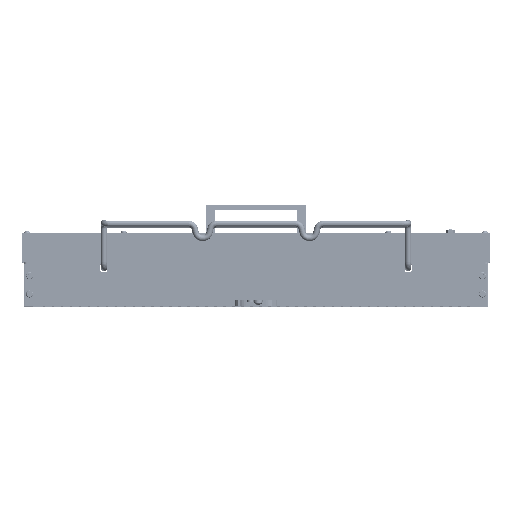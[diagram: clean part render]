
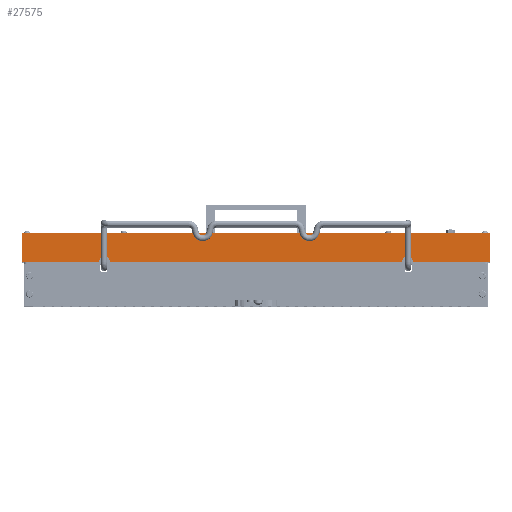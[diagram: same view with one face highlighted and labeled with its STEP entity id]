
A CAD part, top view. The second image highlights one B-rep face of the part: STEP entity #27575.
In plain terms, the highlighted face is planar.
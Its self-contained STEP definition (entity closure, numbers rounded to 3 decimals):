
#187 = ORIENTED_EDGE ( 'NONE', *, *, #125961, .F. ) ;
#839 = VERTEX_POINT ( 'NONE', #40158 ) ;
#891 = EDGE_CURVE ( 'NONE', #101138, #839, #125144, .T. ) ;
#2318 = DIRECTION ( 'NONE',  ( 0., 0., -1. ) ) ;
#2457 = VECTOR ( 'NONE', #2606, 1000. ) ;
#2606 = DIRECTION ( 'NONE',  ( 0., 1., 0. ) ) ;
#3066 = CARTESIAN_POINT ( 'NONE',  ( 202.9, 0., 154. ) ) ;
#4518 = ORIENTED_EDGE ( 'NONE', *, *, #35093, .F. ) ;
#11099 = LINE ( 'NONE', #93468, #134793 ) ;
#12241 = DIRECTION ( 'NONE',  ( 0., 0., -1. ) ) ;
#13627 = CARTESIAN_POINT ( 'NONE',  ( 202.9, 1., -149. ) ) ;
#13661 = VECTOR ( 'NONE', #134529, 1000. ) ;
#14737 = FACE_OUTER_BOUND ( 'NONE', #85866, .T. ) ;
#15296 = DIRECTION ( 'NONE',  ( 0., 0., -1. ) ) ;
#16582 = VERTEX_POINT ( 'NONE', #151777 ) ;
#16706 = EDGE_CURVE ( 'NONE', #28190, #16582, #83766, .T. ) ;
#19218 = CARTESIAN_POINT ( 'NONE',  ( 202.9, 0., -154. ) ) ;
#20126 = VECTOR ( 'NONE', #51485, 1000. ) ;
#27575 = ADVANCED_FACE ( 'NONE', ( #14737 ), #84586, .F. ) ;
#27598 = LINE ( 'NONE', #40760, #29718 ) ;
#28190 = VERTEX_POINT ( 'NONE', #33381 ) ;
#29718 = VECTOR ( 'NONE', #15296, 1000. ) ;
#30398 = LINE ( 'NONE', #72484, #20126 ) ;
#30800 = CARTESIAN_POINT ( 'NONE',  ( 202.9, 0., -144. ) ) ;
#33381 = CARTESIAN_POINT ( 'NONE',  ( 202.9, 29., 230.1 ) ) ;
#35093 = EDGE_CURVE ( 'NONE', #154561, #55019, #141456, .T. ) ;
#36592 = EDGE_CURVE ( 'NONE', #51627, #154561, #43639, .T. ) ;
#37367 = CARTESIAN_POINT ( 'NONE',  ( 202.9, 29., 230.1 ) ) ;
#38485 = DIRECTION ( 'NONE',  ( 0., 0., -1. ) ) ;
#40011 = VERTEX_POINT ( 'NONE', #3066 ) ;
#40158 = CARTESIAN_POINT ( 'NONE',  ( 202.9, 0., -230.1 ) ) ;
#40760 = CARTESIAN_POINT ( 'NONE',  ( 202.9, 29., -230.1 ) ) ;
#41781 = ORIENTED_EDGE ( 'NONE', *, *, #133919, .T. ) ;
#43639 = LINE ( 'NONE', #19218, #76179 ) ;
#48091 = LINE ( 'NONE', #30800, #13661 ) ;
#48851 = VERTEX_POINT ( 'NONE', #64624 ) ;
#51485 = DIRECTION ( 'NONE',  ( 0., 0., -1. ) ) ;
#51627 = VERTEX_POINT ( 'NONE', #154401 ) ;
#54632 = AXIS2_PLACEMENT_3D ( 'NONE', #105398, #71991, #97980 ) ;
#55019 = VERTEX_POINT ( 'NONE', #66429 ) ;
#58946 = DIRECTION ( 'NONE',  ( 0., 1., 0. ) ) ;
#62692 = CARTESIAN_POINT ( 'NONE',  ( 202.9, 0., 154. ) ) ;
#64624 = CARTESIAN_POINT ( 'NONE',  ( 202.9, 1., 154. ) ) ;
#66429 = CARTESIAN_POINT ( 'NONE',  ( 202.9, 1., -144. ) ) ;
#67353 = ORIENTED_EDGE ( 'NONE', *, *, #155514, .F. ) ;
#69575 = ORIENTED_EDGE ( 'NONE', *, *, #127435, .F. ) ;
#71422 = LINE ( 'NONE', #92656, #2457 ) ;
#71705 = VERTEX_POINT ( 'NONE', #124718 ) ;
#71991 = DIRECTION ( 'NONE',  ( 1., 0., 0. ) ) ;
#72167 = ORIENTED_EDGE ( 'NONE', *, *, #123036, .F. ) ;
#72484 = CARTESIAN_POINT ( 'NONE',  ( 202.9, 0., -230.1 ) ) ;
#74398 = EDGE_CURVE ( 'NONE', #16582, #40011, #30398, .T. ) ;
#76059 = ORIENTED_EDGE ( 'NONE', *, *, #16706, .T. ) ;
#76179 = VECTOR ( 'NONE', #58946, 1000. ) ;
#77926 = VECTOR ( 'NONE', #12241, 1000. ) ;
#83766 = LINE ( 'NONE', #37367, #144566 ) ;
#84071 = LINE ( 'NONE', #166708, #77926 ) ;
#84586 = PLANE ( 'NONE',  #99527 ) ;
#85107 = ORIENTED_EDGE ( 'NONE', *, *, #891, .F. ) ;
#85866 = EDGE_LOOP ( 'NONE', ( #4518, #161776, #92346, #85107, #187, #76059, #125597, #161992, #72167, #69575, #41781, #67353 ) ) ;
#92346 = ORIENTED_EDGE ( 'NONE', *, *, #145301, .T. ) ;
#92656 = CARTESIAN_POINT ( 'NONE',  ( 202.9, 1., 144. ) ) ;
#93468 = CARTESIAN_POINT ( 'NONE',  ( 202.9, 0., -230.1 ) ) ;
#94695 = VECTOR ( 'NONE', #118932, 1000. ) ;
#97980 = DIRECTION ( 'NONE',  ( 0., 0., 1. ) ) ;
#98153 = CARTESIAN_POINT ( 'NONE',  ( 202.9, 29., -230.1 ) ) ;
#99527 = AXIS2_PLACEMENT_3D ( 'NONE', #98153, #111789, #151877 ) ;
#99863 = CARTESIAN_POINT ( 'NONE',  ( 202.9, 0., -144. ) ) ;
#101138 = VERTEX_POINT ( 'NONE', #121734 ) ;
#105398 = CARTESIAN_POINT ( 'NONE',  ( 202.9, 1., 149. ) ) ;
#105998 = VERTEX_POINT ( 'NONE', #99863 ) ;
#110872 = CIRCLE ( 'NONE', #54632, 5. ) ;
#111789 = DIRECTION ( 'NONE',  ( -1., 0., 0. ) ) ;
#112721 = CARTESIAN_POINT ( 'NONE',  ( 202.9, 1., -154. ) ) ;
#116763 = CARTESIAN_POINT ( 'NONE',  ( 202.9, 29., -230.1 ) ) ;
#117308 = DIRECTION ( 'NONE',  ( 1., 0., 0. ) ) ;
#118596 = EDGE_CURVE ( 'NONE', #48851, #40011, #156946, .T. ) ;
#118932 = DIRECTION ( 'NONE',  ( 0., -1., 0. ) ) ;
#121013 = CARTESIAN_POINT ( 'NONE',  ( 202.9, 1., 144. ) ) ;
#121734 = CARTESIAN_POINT ( 'NONE',  ( 202.9, 29., -230.1 ) ) ;
#123036 = EDGE_CURVE ( 'NONE', #125004, #48851, #110872, .T. ) ;
#124718 = CARTESIAN_POINT ( 'NONE',  ( 202.9, 0., 144. ) ) ;
#125004 = VERTEX_POINT ( 'NONE', #121013 ) ;
#125144 = LINE ( 'NONE', #116763, #94695 ) ;
#125597 = ORIENTED_EDGE ( 'NONE', *, *, #74398, .T. ) ;
#125961 = EDGE_CURVE ( 'NONE', #28190, #101138, #27598, .T. ) ;
#127435 = EDGE_CURVE ( 'NONE', #71705, #125004, #71422, .T. ) ;
#133919 = EDGE_CURVE ( 'NONE', #71705, #105998, #11099, .T. ) ;
#134529 = DIRECTION ( 'NONE',  ( 0., -1., 0. ) ) ;
#134793 = VECTOR ( 'NONE', #2318, 1000. ) ;
#141456 = CIRCLE ( 'NONE', #156050, 5. ) ;
#144566 = VECTOR ( 'NONE', #167538, 1000. ) ;
#145301 = EDGE_CURVE ( 'NONE', #51627, #839, #84071, .T. ) ;
#151777 = CARTESIAN_POINT ( 'NONE',  ( 202.9, 0., 230.1 ) ) ;
#151877 = DIRECTION ( 'NONE',  ( 0., 0., 1. ) ) ;
#153215 = DIRECTION ( 'NONE',  ( 0., -1., 0. ) ) ;
#154401 = CARTESIAN_POINT ( 'NONE',  ( 202.9, 0., -154. ) ) ;
#154561 = VERTEX_POINT ( 'NONE', #112721 ) ;
#155514 = EDGE_CURVE ( 'NONE', #55019, #105998, #48091, .T. ) ;
#156050 = AXIS2_PLACEMENT_3D ( 'NONE', #13627, #117308, #38485 ) ;
#156946 = LINE ( 'NONE', #62692, #162930 ) ;
#161776 = ORIENTED_EDGE ( 'NONE', *, *, #36592, .F. ) ;
#161992 = ORIENTED_EDGE ( 'NONE', *, *, #118596, .F. ) ;
#162930 = VECTOR ( 'NONE', #153215, 1000. ) ;
#166708 = CARTESIAN_POINT ( 'NONE',  ( 202.9, 0., -230.1 ) ) ;
#167538 = DIRECTION ( 'NONE',  ( 0., -1., 0. ) ) ;
